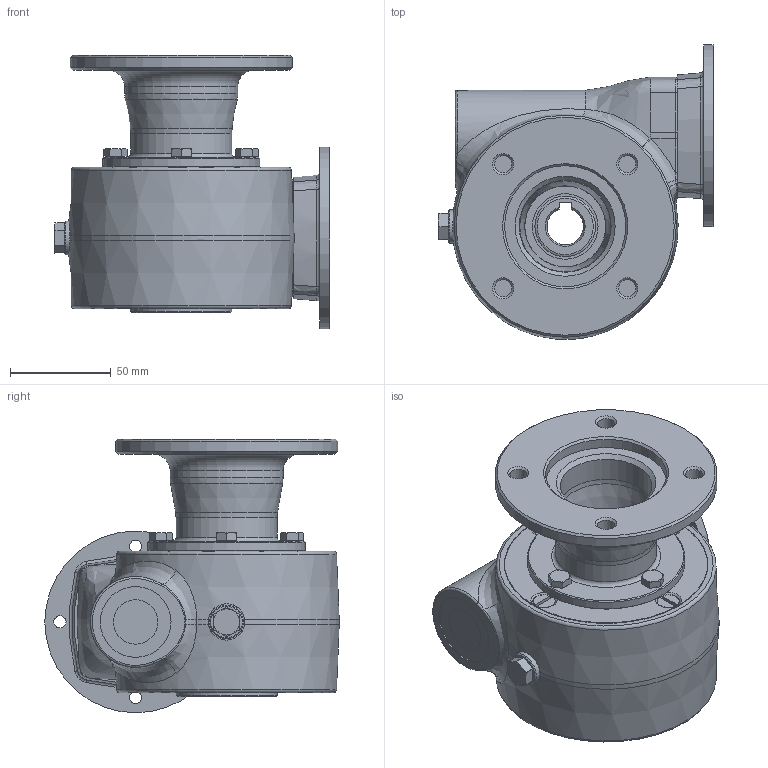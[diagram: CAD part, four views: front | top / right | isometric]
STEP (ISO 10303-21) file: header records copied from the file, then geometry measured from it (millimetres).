
FILE_DESCRIPTION( ( 'Unknown' ), '1' );
FILE_NAME( 'F623D5DCEB62082A413C228929842.3d.stp', 'Unknown', ( 'Unknown' ), ( 'Unknown' ), 'PSStep 10.1', 'Unknown', ' ' );
FILE_SCHEMA( ( 'AUTOMOTIVE_DESIGN { 1 0 10303 214 1 1 1 1 }' ) );
Length unit declared in the file: millimetre
Products named in the file (1): N458800
Bounding box: 136.3 x 145.78 x 135.5 mm (x, y, z)
Volume: 912594 mm3; surface area: 111182.3 mm2
Topology: 1 solids, 18 shells, 493 faces, 1142 edges, 718 vertices
Faces by surface type: plane 177, cone 118, cylinder 110, bspline 53, torus 35
Full cylindrical faces by diameter (mm): 4.917 x12, 6 x12, 6.5 x8, 7 x4, 8.5 x4, 8.9 x4, 10 x4, 10.5 x4, 16.662 x1, 18 x1, 22 x1, 25 x1, 32.5 x2, 35 x1, 40 x2, 45.5 x1, 47 x2, 50 x4, 56 x1, 60 x1, 78 x1, 90 x1, 101 x1, 110 x1
Entity records: 22512 total; most frequent: CARTESIAN_POINT 9025, DIRECTION 1922, ORIENTED_EDGE 1752, EDGE_CURVE 876, AXIS2_PLACEMENT_3D 849, EDGE_LOOP 724, VERTEX_POINT 632, FACE_OUTER_BOUND 589
